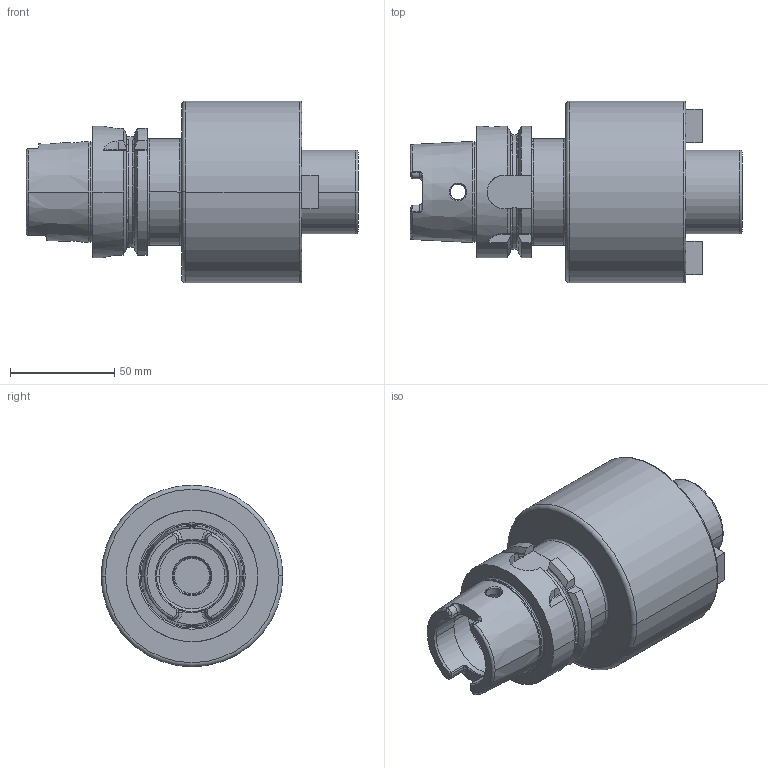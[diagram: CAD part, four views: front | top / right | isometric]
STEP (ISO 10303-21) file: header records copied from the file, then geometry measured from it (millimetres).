
FILE_DESCRIPTION((''),'2;1');
FILE_NAME('A63-051-40','2011-09-13T',('mei'),(''),'PRO/ENGINEER BY PARAMETRIC TECHNOLOGY CORPORATION, 2010430','PRO/ENGINEER BY PARAMETRIC TECHNOLOGY CORPORATION, 2010430','');
FILE_SCHEMA(('CONFIG_CONTROL_DESIGN'));
Length unit declared in the file: millimetre
Products named in the file (1): A63-051-40
Bounding box: 159 x 87 x 87 mm (x, y, z)
Volume: 475264.7 mm3; surface area: 63732.2 mm2
Topology: 1 solids, 7 shells, 226 faces, 573 edges, 353 vertices
Faces by surface type: plane 74, cylinder 70, cone 38, torus 34, bspline 8, extrusion 2
Entity records: 7950 total; most frequent: CARTESIAN_POINT 2593, DIRECTION 1108, ORIENTED_EDGE 1102, EDGE_CURVE 563, AXIS2_PLACEMENT_3D 439, VERTEX_POINT 353, EDGE_LOOP 244, VECTOR 230
